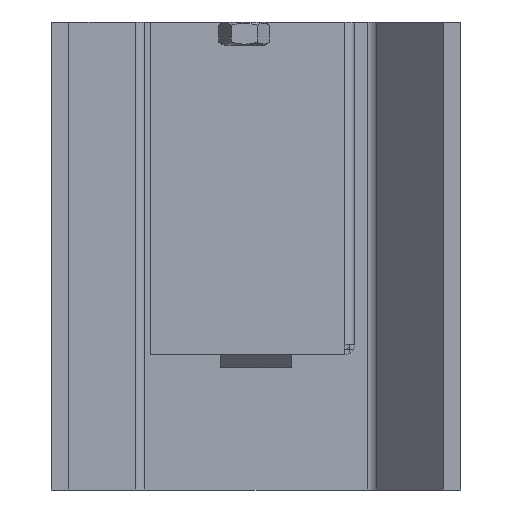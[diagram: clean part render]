
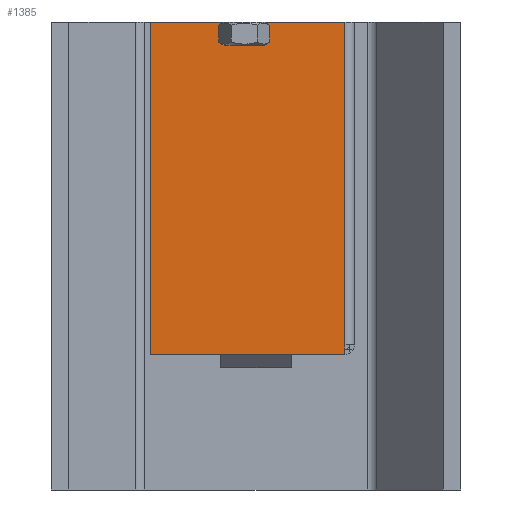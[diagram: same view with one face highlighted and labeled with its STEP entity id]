
A CAD part, front view. The second image highlights one B-rep face of the part: STEP entity #1385.
In plain terms, the highlighted face is planar.
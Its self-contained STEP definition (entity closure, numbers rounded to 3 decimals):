
#189=LINE('',#13301,#307);
#192=LINE('',#13307,#310);
#217=LINE('',#13436,#335);
#230=LINE('',#13463,#348);
#231=LINE('',#13464,#349);
#307=VECTOR('',#1831,10.);
#310=VECTOR('',#1836,10.);
#335=VECTOR('',#1899,2.88);
#348=VECTOR('',#1932,10.);
#349=VECTOR('',#1933,10.);
#417=PLANE('',#1608);
#498=FACE_OUTER_BOUND('',#590,.T.);
#590=EDGE_LOOP('',(#1184,#1185,#1186,#1187,#1188));
#695=VERTEX_POINT('',#13298);
#696=VERTEX_POINT('',#13300);
#698=VERTEX_POINT('',#13306);
#724=VERTEX_POINT('',#13435);
#725=VERTEX_POINT('',#13441);
#838=EDGE_CURVE('',#695,#696,#189,.T.);
#841=EDGE_CURVE('',#698,#695,#192,.T.);
#876=EDGE_CURVE('',#696,#724,#217,.T.);
#892=EDGE_CURVE('',#698,#725,#230,.T.);
#893=EDGE_CURVE('',#725,#724,#231,.T.);
#1184=ORIENTED_EDGE('',*,*,#841,.F.);
#1185=ORIENTED_EDGE('',*,*,#892,.T.);
#1186=ORIENTED_EDGE('',*,*,#893,.T.);
#1187=ORIENTED_EDGE('',*,*,#876,.F.);
#1188=ORIENTED_EDGE('',*,*,#838,.F.);
#1385=ADVANCED_FACE('',(#498),#417,.F.);
#1608=AXIS2_PLACEMENT_3D('',#13462,#1930,#1931);
#1831=DIRECTION('',(-1.,0.,0.));
#1836=DIRECTION('',(0.,0.,1.));
#1899=DIRECTION('',(0.,0.,-1.));
#1930=DIRECTION('center_axis',(0.,-1.,0.));
#1931=DIRECTION('ref_axis',(1.,0.,0.));
#1932=DIRECTION('',(-1.,0.,0.));
#1933=DIRECTION('',(-1.,0.,0.));
#13298=CARTESIAN_POINT('',(41.87,138.828,87.));
#13300=CARTESIAN_POINT('',(-100.13,138.828,87.));
#13301=CARTESIAN_POINT('',(41.87,138.828,87.));
#13306=CARTESIAN_POINT('',(41.87,138.828,4.));
#13307=CARTESIAN_POINT('',(41.87,138.828,23.498));
#13435=CARTESIAN_POINT('',(-100.13,138.828,4.));
#13436=CARTESIAN_POINT('',(-100.13,138.828,-5.048));
#13441=CARTESIAN_POINT('',(37.87,138.828,4.));
#13462=CARTESIAN_POINT('Origin',(-29.13,138.828,38.238));
#13463=CARTESIAN_POINT('',(-29.13,138.828,4.));
#13464=CARTESIAN_POINT('',(-29.13,138.828,4.));
